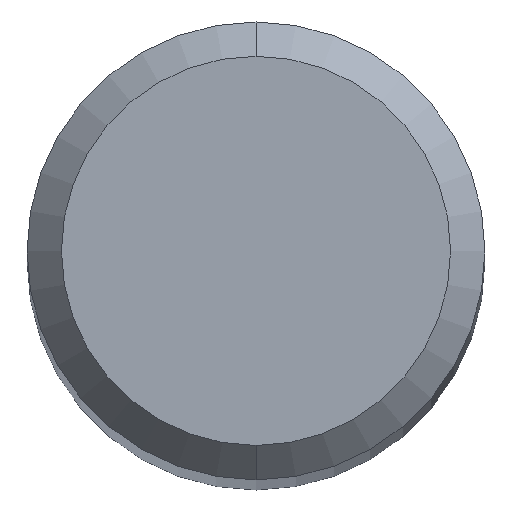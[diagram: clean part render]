
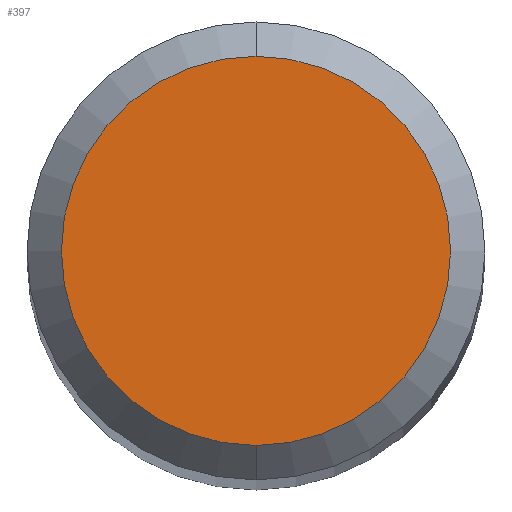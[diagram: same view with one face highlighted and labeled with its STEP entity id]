
A CAD part, top view. The second image highlights one B-rep face of the part: STEP entity #397.
In plain terms, the highlighted planar face has unit normal (0, 0, 1).
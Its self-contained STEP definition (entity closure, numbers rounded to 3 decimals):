
#243=EDGE_CURVE('',#399,#289,#556,.T.);
#289=VERTEX_POINT('',#606);
#365=EDGE_CURVE('',#289,#399,#688,.T.);
#397=ADVANCED_FACE('',(#724),#725,.T.);
#399=VERTEX_POINT('',#727);
#556=CIRCLE('',#953,1.7);
#606=CARTESIAN_POINT('',(0.,-1.7,0.0));
#688=CIRCLE('',#1268,1.7);
#724=FACE_OUTER_BOUND('',#1345,.T.);
#725=PLANE('',#1346);
#727=CARTESIAN_POINT('',(0.0,1.7,0.0));
#953=AXIS2_PLACEMENT_3D('',#1512,#1513,#1514);
#1268=AXIS2_PLACEMENT_3D('',#1639,#1640,#1641);
#1345=EDGE_LOOP('',(#1691,#1692));
#1346=AXIS2_PLACEMENT_3D('',#1693,#1694,#1695);
#1512=CARTESIAN_POINT('',(0.0,0.0,0.0));
#1513=DIRECTION('',(0.0,0.0,-1.0));
#1514=DIRECTION('',(0.0,1.0,0.0));
#1639=CARTESIAN_POINT('',(0.0,0.0,0.0));
#1640=DIRECTION('',(0.0,0.0,-1.0));
#1641=DIRECTION('',(0.0,1.0,0.0));
#1691=ORIENTED_EDGE('',*,*,#243,.F.);
#1692=ORIENTED_EDGE('',*,*,#365,.F.);
#1693=CARTESIAN_POINT('',(0.0,0.85,0.0));
#1694=DIRECTION('',(-0.0,0.0,1.0));
#1695=DIRECTION('',(0.0,-1.0,0.0));
